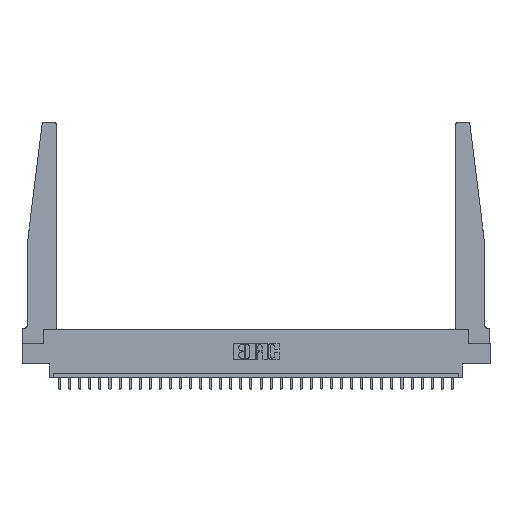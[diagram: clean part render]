
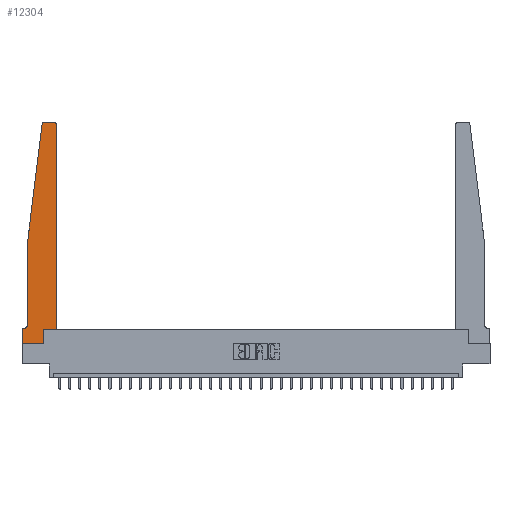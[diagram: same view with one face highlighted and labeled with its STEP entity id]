
A CAD part, top view. The second image highlights one B-rep face of the part: STEP entity #12304.
In plain terms, the highlighted planar face has unit normal (0, 0, 1).
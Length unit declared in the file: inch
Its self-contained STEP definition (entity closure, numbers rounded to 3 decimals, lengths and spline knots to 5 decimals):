
#838 = CARTESIAN_POINT ( 'NONE',  ( 0.2605, 0.18, 0.37 ) ) ;
#930 = AXIS2_PLACEMENT_3D ( 'NONE', #4330, #30203, #9081 ) ;
#1291 = ORIENTED_EDGE ( 'NONE', *, *, #25482, .T. ) ;
#1764 = CARTESIAN_POINT ( 'NONE',  ( 0.065, 0.1875, 0.37 ) ) ;
#2104 = LINE ( 'NONE', #13380, #18193 ) ;
#2124 = DIRECTION ( 'NONE',  ( 0., -1., 0. ) ) ;
#2379 = EDGE_CURVE ( 'NONE', #4004, #19952, #2682, .T. ) ;
#2479 = DIRECTION ( 'NONE',  ( 1., 0., 0. ) ) ;
#2537 = LINE ( 'NONE', #7313, #7874 ) ;
#2682 = LINE ( 'NONE', #9790, #14056 ) ;
#2991 = DIRECTION ( 'NONE',  ( 1., 0., 0. ) ) ;
#3475 = AXIS2_PLACEMENT_3D ( 'NONE', #13662, #21062, #30273 ) ;
#3676 = ORIENTED_EDGE ( 'NONE', *, *, #18332, .T. ) ;
#3811 = AXIS2_PLACEMENT_3D ( 'NONE', #16444, #8867, #2479 ) ;
#3827 = CIRCLE ( 'NONE', #3811, 0.03 ) ;
#4004 = VERTEX_POINT ( 'NONE', #17778 ) ;
#4330 = CARTESIAN_POINT ( 'NONE',  ( 0.015, 0.2375, 0.37 ) ) ;
#4449 = VERTEX_POINT ( 'NONE', #29258 ) ;
#4701 = PLANE ( 'NONE',  #3475 ) ;
#4899 = VERTEX_POINT ( 'NONE', #17548 ) ;
#4941 = VECTOR ( 'NONE', #21889, 39.37008 ) ;
#5011 = VERTEX_POINT ( 'NONE', #25498 ) ;
#5730 = ORIENTED_EDGE ( 'NONE', *, *, #15350, .T. ) ;
#6237 = VERTEX_POINT ( 'NONE', #17059 ) ;
#6582 = DIRECTION ( 'NONE',  ( 1., 0., 0. ) ) ;
#6685 = VERTEX_POINT ( 'NONE', #838 ) ;
#6812 = CARTESIAN_POINT ( 'NONE',  ( 0.015, 0.1875, 0.37 ) ) ;
#7313 = CARTESIAN_POINT ( 'NONE',  ( 0.2605, 0.18, 0.37 ) ) ;
#7874 = VECTOR ( 'NONE', #9483, 39.37008 ) ;
#8383 = VECTOR ( 'NONE', #29870, 39.37008 ) ;
#8501 = CARTESIAN_POINT ( 'NONE',  ( 0.2605, 0., 0.37 ) ) ;
#8550 = EDGE_CURVE ( 'NONE', #19952, #5011, #30062, .T. ) ;
#8867 = DIRECTION ( 'NONE',  ( 0., 0., 1. ) ) ;
#9081 = DIRECTION ( 'NONE',  ( -1., 0., 0. ) ) ;
#9403 = DIRECTION ( 'NONE',  ( 0., -1., 0. ) ) ;
#9483 = DIRECTION ( 'NONE',  ( 0., 1., 0. ) ) ;
#9488 = ORIENTED_EDGE ( 'NONE', *, *, #8550, .T. ) ;
#9790 = CARTESIAN_POINT ( 'NONE',  ( 0.065, 1.25, 0.37 ) ) ;
#10124 = LINE ( 'NONE', #12451, #4941 ) ;
#10914 = ORIENTED_EDGE ( 'NONE', *, *, #26787, .T. ) ;
#11216 = CARTESIAN_POINT ( 'NONE',  ( 0.425, 0.18, 0.37 ) ) ;
#11371 = VECTOR ( 'NONE', #2124, 39.37008 ) ;
#11457 = ORIENTED_EDGE ( 'NONE', *, *, #14532, .T. ) ;
#11491 = EDGE_LOOP ( 'NONE', ( #5730, #26865, #14272, #9488, #10914, #13308, #18023, #3676, #11457, #28292, #23108, #1291 ) ) ;
#11659 = CARTESIAN_POINT ( 'NONE',  ( 0., 0., 0.37 ) ) ;
#12241 = LINE ( 'NONE', #21243, #13383 ) ;
#12304 = ADVANCED_FACE ( 'NONE', ( #23362 ), #4701, .T. ) ;
#12451 = CARTESIAN_POINT ( 'NONE',  ( 0.25, 2.75, 0.37 ) ) ;
#12585 = VERTEX_POINT ( 'NONE', #8501 ) ;
#12778 = VECTOR ( 'NONE', #18736, 39.37008 ) ;
#13308 = ORIENTED_EDGE ( 'NONE', *, *, #27683, .T. ) ;
#13380 = CARTESIAN_POINT ( 'NONE',  ( 0., 0., 0.37 ) ) ;
#13383 = VECTOR ( 'NONE', #2991, 39.37008 ) ;
#13662 = CARTESIAN_POINT ( 'NONE',  ( 0., 0.1875, 0.37 ) ) ;
#13783 = LINE ( 'NONE', #1764, #12778 ) ;
#14056 = VECTOR ( 'NONE', #29057, 39.37008 ) ;
#14272 = ORIENTED_EDGE ( 'NONE', *, *, #2379, .T. ) ;
#14532 = EDGE_CURVE ( 'NONE', #12585, #6685, #2537, .T. ) ;
#14690 = VERTEX_POINT ( 'NONE', #17862 ) ;
#15342 = CIRCLE ( 'NONE', #23684, 0.03 ) ;
#15350 = EDGE_CURVE ( 'NONE', #4899, #21578, #10124, .T. ) ;
#15644 = EDGE_CURVE ( 'NONE', #21578, #4004, #15342, .T. ) ;
#15646 = CARTESIAN_POINT ( 'NONE',  ( 0.27653, 2.75, 0.37 ) ) ;
#15743 = EDGE_CURVE ( 'NONE', #6685, #14690, #12241, .T. ) ;
#15883 = CARTESIAN_POINT ( 'NONE',  ( 0.27653, 2.72, 0.37 ) ) ;
#16444 = CARTESIAN_POINT ( 'NONE',  ( 0.395, 2.72, 0.37 ) ) ;
#16753 = VERTEX_POINT ( 'NONE', #28838 ) ;
#17059 = CARTESIAN_POINT ( 'NONE',  ( 0., 0., 0.37 ) ) ;
#17548 = CARTESIAN_POINT ( 'NONE',  ( 0.395, 2.75, 0.37 ) ) ;
#17778 = CARTESIAN_POINT ( 'NONE',  ( 0.24675, 2.72367, 0.37 ) ) ;
#17862 = CARTESIAN_POINT ( 'NONE',  ( 0.425, 0.18, 0.37 ) ) ;
#18013 = CARTESIAN_POINT ( 'NONE',  ( 0.065, 1.25, 0.37 ) ) ;
#18023 = ORIENTED_EDGE ( 'NONE', *, *, #22239, .T. ) ;
#18193 = VECTOR ( 'NONE', #6582, 39.37008 ) ;
#18332 = EDGE_CURVE ( 'NONE', #6237, #12585, #2104, .T. ) ;
#18736 = DIRECTION ( 'NONE',  ( -1., 0., 0. ) ) ;
#18809 = LINE ( 'NONE', #11659, #11371 ) ;
#19952 = VERTEX_POINT ( 'NONE', #18013 ) ;
#21062 = DIRECTION ( 'NONE',  ( 0., 0., 1. ) ) ;
#21089 = DIRECTION ( 'NONE',  ( 1., 0., 0. ) ) ;
#21243 = CARTESIAN_POINT ( 'NONE',  ( 0.425, 0.18, 0.37 ) ) ;
#21578 = VERTEX_POINT ( 'NONE', #15646 ) ;
#21889 = DIRECTION ( 'NONE',  ( -1., 0., 0. ) ) ;
#22239 = EDGE_CURVE ( 'NONE', #4449, #6237, #18809, .T. ) ;
#22677 = LINE ( 'NONE', #11216, #8383 ) ;
#22962 = DIRECTION ( 'NONE',  ( 0., 0., 1. ) ) ;
#23058 = VERTEX_POINT ( 'NONE', #6812 ) ;
#23108 = ORIENTED_EDGE ( 'NONE', *, *, #28411, .T. ) ;
#23362 = FACE_OUTER_BOUND ( 'NONE', #11491, .T. ) ;
#23684 = AXIS2_PLACEMENT_3D ( 'NONE', #15883, #22962, #21089 ) ;
#24296 = VECTOR ( 'NONE', #9403, 39.37008 ) ;
#25451 = CARTESIAN_POINT ( 'NONE',  ( 0.065, 1.25, 0.37 ) ) ;
#25482 = EDGE_CURVE ( 'NONE', #16753, #4899, #3827, .T. ) ;
#25498 = CARTESIAN_POINT ( 'NONE',  ( 0.065, 0.2375, 0.37 ) ) ;
#26787 = EDGE_CURVE ( 'NONE', #5011, #23058, #27051, .T. ) ;
#26865 = ORIENTED_EDGE ( 'NONE', *, *, #15644, .T. ) ;
#27051 = CIRCLE ( 'NONE', #930, 0.05 ) ;
#27683 = EDGE_CURVE ( 'NONE', #23058, #4449, #13783, .T. ) ;
#28292 = ORIENTED_EDGE ( 'NONE', *, *, #15743, .T. ) ;
#28411 = EDGE_CURVE ( 'NONE', #14690, #16753, #22677, .T. ) ;
#28838 = CARTESIAN_POINT ( 'NONE',  ( 0.425, 2.72, 0.37 ) ) ;
#29057 = DIRECTION ( 'NONE',  ( -0.122, -0.992, 0. ) ) ;
#29258 = CARTESIAN_POINT ( 'NONE',  ( 0., 0.1875, 0.37 ) ) ;
#29870 = DIRECTION ( 'NONE',  ( 0., 1., 0. ) ) ;
#30062 = LINE ( 'NONE', #25451, #24296 ) ;
#30203 = DIRECTION ( 'NONE',  ( 0., 0., -1. ) ) ;
#30273 = DIRECTION ( 'NONE',  ( 1., 0., 0. ) ) ;
